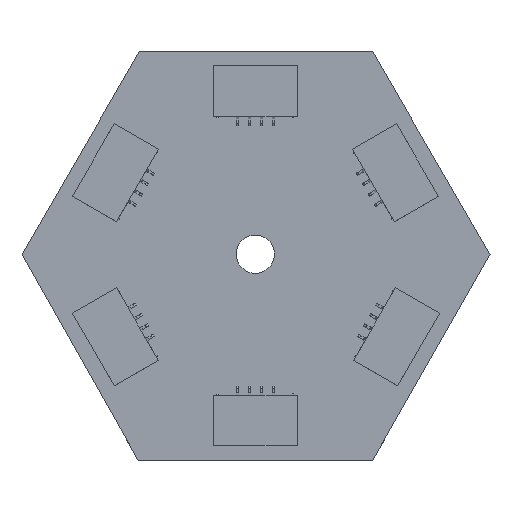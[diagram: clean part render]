
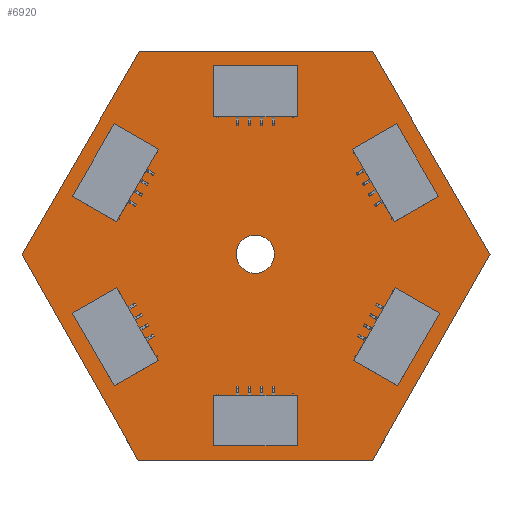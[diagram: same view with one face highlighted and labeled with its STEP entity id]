
A CAD part, top view. The second image highlights one B-rep face of the part: STEP entity #6920.
In plain terms, the highlighted planar face has unit normal (0, 0, 1).
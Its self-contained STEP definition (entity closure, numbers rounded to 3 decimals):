
#6546 = VERTEX_POINT('',#6547);
#6547 = CARTESIAN_POINT('',(39.1,17.2,1.6));
#6554 = PLANE('',#6555);
#6555 = AXIS2_PLACEMENT_3D('',#6556,#6557,#6558);
#6556 = CARTESIAN_POINT('',(39.1,17.2,0.));
#6557 = DIRECTION('',(-0.865,-0.502,0.));
#6558 = DIRECTION('',(-0.502,0.865,0.));
#6566 = PLANE('',#6567);
#6567 = AXIS2_PLACEMENT_3D('',#6568,#6569,#6570);
#6568 = CARTESIAN_POINT('',(29.3,0.,0.));
#6569 = DIRECTION('',(-0.869,0.495,0.));
#6570 = DIRECTION('',(0.495,0.869,0.));
#6578 = EDGE_CURVE('',#6546,#6579,#6581,.T.);
#6579 = VERTEX_POINT('',#6580);
#6580 = CARTESIAN_POINT('',(29.3,34.1,1.6));
#6581 = SURFACE_CURVE('',#6582,(#6586,#6593),.PCURVE_S1.);
#6582 = LINE('',#6583,#6584);
#6583 = CARTESIAN_POINT('',(39.1,17.2,1.6));
#6584 = VECTOR('',#6585,1.);
#6585 = DIRECTION('',(-0.502,0.865,0.));
#6586 = PCURVE('',#6554,#6587);
#6587 = DEFINITIONAL_REPRESENTATION('',(#6588),#6592);
#6588 = LINE('',#6589,#6590);
#6589 = CARTESIAN_POINT('',(0.,-1.6));
#6590 = VECTOR('',#6591,1.);
#6591 = DIRECTION('',(1.,0.));
#6592 = ( GEOMETRIC_REPRESENTATION_CONTEXT(2) 
PARAMETRIC_REPRESENTATION_CONTEXT() REPRESENTATION_CONTEXT('2D SPACE',''
  ) );
#6593 = PCURVE('',#6594,#6599);
#6594 = PLANE('',#6595);
#6595 = AXIS2_PLACEMENT_3D('',#6596,#6597,#6598);
#6596 = CARTESIAN_POINT('',(19.539,17.052,1.6));
#6597 = DIRECTION('',(0.,0.,1.));
#6598 = DIRECTION('',(1.,0.,-0.));
#6599 = DEFINITIONAL_REPRESENTATION('',(#6600),#6604);
#6600 = LINE('',#6601,#6602);
#6601 = CARTESIAN_POINT('',(19.561,0.148));
#6602 = VECTOR('',#6603,1.);
#6603 = DIRECTION('',(-0.502,0.865));
#6604 = ( GEOMETRIC_REPRESENTATION_CONTEXT(2) 
PARAMETRIC_REPRESENTATION_CONTEXT() REPRESENTATION_CONTEXT('2D SPACE',''
  ) );
#6622 = PLANE('',#6623);
#6623 = AXIS2_PLACEMENT_3D('',#6624,#6625,#6626);
#6624 = CARTESIAN_POINT('',(29.3,34.1,0.));
#6625 = DIRECTION('',(0.,-1.,0.));
#6626 = DIRECTION('',(-1.,0.,0.));
#6666 = VERTEX_POINT('',#6667);
#6667 = CARTESIAN_POINT('',(29.3,0.,1.6));
#6681 = PLANE('',#6682);
#6682 = AXIS2_PLACEMENT_3D('',#6683,#6684,#6685);
#6683 = CARTESIAN_POINT('',(9.7,0.,0.));
#6684 = DIRECTION('',(0.,1.,0.));
#6685 = DIRECTION('',(1.,0.,0.));
#6693 = EDGE_CURVE('',#6666,#6546,#6694,.T.);
#6694 = SURFACE_CURVE('',#6695,(#6699,#6706),.PCURVE_S1.);
#6695 = LINE('',#6696,#6697);
#6696 = CARTESIAN_POINT('',(29.3,0.,1.6));
#6697 = VECTOR('',#6698,1.);
#6698 = DIRECTION('',(0.495,0.869,0.));
#6699 = PCURVE('',#6566,#6700);
#6700 = DEFINITIONAL_REPRESENTATION('',(#6701),#6705);
#6701 = LINE('',#6702,#6703);
#6702 = CARTESIAN_POINT('',(0.,-1.6));
#6703 = VECTOR('',#6704,1.);
#6704 = DIRECTION('',(1.,0.));
#6705 = ( GEOMETRIC_REPRESENTATION_CONTEXT(2) 
PARAMETRIC_REPRESENTATION_CONTEXT() REPRESENTATION_CONTEXT('2D SPACE',''
  ) );
#6706 = PCURVE('',#6594,#6707);
#6707 = DEFINITIONAL_REPRESENTATION('',(#6708),#6712);
#6708 = LINE('',#6709,#6710);
#6709 = CARTESIAN_POINT('',(9.761,-17.052));
#6710 = VECTOR('',#6711,1.);
#6711 = DIRECTION('',(0.495,0.869));
#6712 = ( GEOMETRIC_REPRESENTATION_CONTEXT(2) 
PARAMETRIC_REPRESENTATION_CONTEXT() REPRESENTATION_CONTEXT('2D SPACE',''
  ) );
#6740 = EDGE_CURVE('',#6579,#6741,#6743,.T.);
#6741 = VERTEX_POINT('',#6742);
#6742 = CARTESIAN_POINT('',(9.8,34.1,1.6));
#6743 = SURFACE_CURVE('',#6744,(#6748,#6755),.PCURVE_S1.);
#6744 = LINE('',#6745,#6746);
#6745 = CARTESIAN_POINT('',(29.3,34.1,1.6));
#6746 = VECTOR('',#6747,1.);
#6747 = DIRECTION('',(-1.,0.,0.));
#6748 = PCURVE('',#6622,#6749);
#6749 = DEFINITIONAL_REPRESENTATION('',(#6750),#6754);
#6750 = LINE('',#6751,#6752);
#6751 = CARTESIAN_POINT('',(0.,-1.6));
#6752 = VECTOR('',#6753,1.);
#6753 = DIRECTION('',(1.,0.));
#6754 = ( GEOMETRIC_REPRESENTATION_CONTEXT(2) 
PARAMETRIC_REPRESENTATION_CONTEXT() REPRESENTATION_CONTEXT('2D SPACE',''
  ) );
#6755 = PCURVE('',#6594,#6756);
#6756 = DEFINITIONAL_REPRESENTATION('',(#6757),#6761);
#6757 = LINE('',#6758,#6759);
#6758 = CARTESIAN_POINT('',(9.761,17.048));
#6759 = VECTOR('',#6760,1.);
#6760 = DIRECTION('',(-1.,0.));
#6761 = ( GEOMETRIC_REPRESENTATION_CONTEXT(2) 
PARAMETRIC_REPRESENTATION_CONTEXT() REPRESENTATION_CONTEXT('2D SPACE',''
  ) );
#6779 = PLANE('',#6780);
#6780 = AXIS2_PLACEMENT_3D('',#6781,#6782,#6783);
#6781 = CARTESIAN_POINT('',(9.8,34.1,0.));
#6782 = DIRECTION('',(0.865,-0.502,0.));
#6783 = DIRECTION('',(-0.502,-0.865,0.));
#6856 = PLANE('',#6857);
#6857 = AXIS2_PLACEMENT_3D('',#6858,#6859,#6860);
#6858 = CARTESIAN_POINT('',(0.,17.2,0.));
#6859 = DIRECTION('',(0.871,0.491,-0.));
#6860 = DIRECTION('',(0.491,-0.871,0.));
#6909 = CYLINDRICAL_SURFACE('',#6910,1.6);
#6910 = AXIS2_PLACEMENT_3D('',#6911,#6912,#6913);
#6911 = CARTESIAN_POINT('',(19.5,17.2,-0.8));
#6912 = DIRECTION('',(0.,0.,1.));
#6913 = DIRECTION('',(1.,0.,-0.));
#6920 = ADVANCED_FACE('',(#6921,#6993),#6594,.T.);
#6921 = FACE_BOUND('',#6922,.T.);
#6922 = EDGE_LOOP('',(#6923,#6924,#6925,#6948,#6971,#6992));
#6923 = ORIENTED_EDGE('',*,*,#6578,.T.);
#6924 = ORIENTED_EDGE('',*,*,#6740,.T.);
#6925 = ORIENTED_EDGE('',*,*,#6926,.T.);
#6926 = EDGE_CURVE('',#6741,#6927,#6929,.T.);
#6927 = VERTEX_POINT('',#6928);
#6928 = CARTESIAN_POINT('',(0.,17.2,1.6));
#6929 = SURFACE_CURVE('',#6930,(#6934,#6941),.PCURVE_S1.);
#6930 = LINE('',#6931,#6932);
#6931 = CARTESIAN_POINT('',(9.8,34.1,1.6));
#6932 = VECTOR('',#6933,1.);
#6933 = DIRECTION('',(-0.502,-0.865,0.));
#6934 = PCURVE('',#6594,#6935);
#6935 = DEFINITIONAL_REPRESENTATION('',(#6936),#6940);
#6936 = LINE('',#6937,#6938);
#6937 = CARTESIAN_POINT('',(-9.739,17.048));
#6938 = VECTOR('',#6939,1.);
#6939 = DIRECTION('',(-0.502,-0.865));
#6940 = ( GEOMETRIC_REPRESENTATION_CONTEXT(2) 
PARAMETRIC_REPRESENTATION_CONTEXT() REPRESENTATION_CONTEXT('2D SPACE',''
  ) );
#6941 = PCURVE('',#6779,#6942);
#6942 = DEFINITIONAL_REPRESENTATION('',(#6943),#6947);
#6943 = LINE('',#6944,#6945);
#6944 = CARTESIAN_POINT('',(0.,-1.6));
#6945 = VECTOR('',#6946,1.);
#6946 = DIRECTION('',(1.,0.));
#6947 = ( GEOMETRIC_REPRESENTATION_CONTEXT(2) 
PARAMETRIC_REPRESENTATION_CONTEXT() REPRESENTATION_CONTEXT('2D SPACE',''
  ) );
#6948 = ORIENTED_EDGE('',*,*,#6949,.T.);
#6949 = EDGE_CURVE('',#6927,#6950,#6952,.T.);
#6950 = VERTEX_POINT('',#6951);
#6951 = CARTESIAN_POINT('',(9.7,0.,1.6));
#6952 = SURFACE_CURVE('',#6953,(#6957,#6964),.PCURVE_S1.);
#6953 = LINE('',#6954,#6955);
#6954 = CARTESIAN_POINT('',(0.,17.2,1.6));
#6955 = VECTOR('',#6956,1.);
#6956 = DIRECTION('',(0.491,-0.871,0.));
#6957 = PCURVE('',#6594,#6958);
#6958 = DEFINITIONAL_REPRESENTATION('',(#6959),#6963);
#6959 = LINE('',#6960,#6961);
#6960 = CARTESIAN_POINT('',(-19.539,0.148));
#6961 = VECTOR('',#6962,1.);
#6962 = DIRECTION('',(0.491,-0.871));
#6963 = ( GEOMETRIC_REPRESENTATION_CONTEXT(2) 
PARAMETRIC_REPRESENTATION_CONTEXT() REPRESENTATION_CONTEXT('2D SPACE',''
  ) );
#6964 = PCURVE('',#6856,#6965);
#6965 = DEFINITIONAL_REPRESENTATION('',(#6966),#6970);
#6966 = LINE('',#6967,#6968);
#6967 = CARTESIAN_POINT('',(0.,-1.6));
#6968 = VECTOR('',#6969,1.);
#6969 = DIRECTION('',(1.,0.));
#6970 = ( GEOMETRIC_REPRESENTATION_CONTEXT(2) 
PARAMETRIC_REPRESENTATION_CONTEXT() REPRESENTATION_CONTEXT('2D SPACE',''
  ) );
#6971 = ORIENTED_EDGE('',*,*,#6972,.T.);
#6972 = EDGE_CURVE('',#6950,#6666,#6973,.T.);
#6973 = SURFACE_CURVE('',#6974,(#6978,#6985),.PCURVE_S1.);
#6974 = LINE('',#6975,#6976);
#6975 = CARTESIAN_POINT('',(9.7,0.,1.6));
#6976 = VECTOR('',#6977,1.);
#6977 = DIRECTION('',(1.,0.,0.));
#6978 = PCURVE('',#6594,#6979);
#6979 = DEFINITIONAL_REPRESENTATION('',(#6980),#6984);
#6980 = LINE('',#6981,#6982);
#6981 = CARTESIAN_POINT('',(-9.839,-17.052));
#6982 = VECTOR('',#6983,1.);
#6983 = DIRECTION('',(1.,0.));
#6984 = ( GEOMETRIC_REPRESENTATION_CONTEXT(2) 
PARAMETRIC_REPRESENTATION_CONTEXT() REPRESENTATION_CONTEXT('2D SPACE',''
  ) );
#6985 = PCURVE('',#6681,#6986);
#6986 = DEFINITIONAL_REPRESENTATION('',(#6987),#6991);
#6987 = LINE('',#6988,#6989);
#6988 = CARTESIAN_POINT('',(0.,-1.6));
#6989 = VECTOR('',#6990,1.);
#6990 = DIRECTION('',(1.,0.));
#6991 = ( GEOMETRIC_REPRESENTATION_CONTEXT(2) 
PARAMETRIC_REPRESENTATION_CONTEXT() REPRESENTATION_CONTEXT('2D SPACE',''
  ) );
#6992 = ORIENTED_EDGE('',*,*,#6693,.T.);
#6993 = FACE_BOUND('',#6994,.T.);
#6994 = EDGE_LOOP('',(#6995));
#6995 = ORIENTED_EDGE('',*,*,#6996,.F.);
#6996 = EDGE_CURVE('',#6997,#6997,#6999,.T.);
#6997 = VERTEX_POINT('',#6998);
#6998 = CARTESIAN_POINT('',(21.1,17.2,1.6));
#6999 = SURFACE_CURVE('',#7000,(#7005,#7012),.PCURVE_S1.);
#7000 = CIRCLE('',#7001,1.6);
#7001 = AXIS2_PLACEMENT_3D('',#7002,#7003,#7004);
#7002 = CARTESIAN_POINT('',(19.5,17.2,1.6));
#7003 = DIRECTION('',(0.,0.,1.));
#7004 = DIRECTION('',(1.,0.,-0.));
#7005 = PCURVE('',#6594,#7006);
#7006 = DEFINITIONAL_REPRESENTATION('',(#7007),#7011);
#7007 = CIRCLE('',#7008,1.6);
#7008 = AXIS2_PLACEMENT_2D('',#7009,#7010);
#7009 = CARTESIAN_POINT('',(-0.039,0.148));
#7010 = DIRECTION('',(1.,0.));
#7011 = ( GEOMETRIC_REPRESENTATION_CONTEXT(2) 
PARAMETRIC_REPRESENTATION_CONTEXT() REPRESENTATION_CONTEXT('2D SPACE',''
  ) );
#7012 = PCURVE('',#6909,#7013);
#7013 = DEFINITIONAL_REPRESENTATION('',(#7014),#7018);
#7014 = LINE('',#7015,#7016);
#7015 = CARTESIAN_POINT('',(0.,2.4));
#7016 = VECTOR('',#7017,1.);
#7017 = DIRECTION('',(1.,0.));
#7018 = ( GEOMETRIC_REPRESENTATION_CONTEXT(2) 
PARAMETRIC_REPRESENTATION_CONTEXT() REPRESENTATION_CONTEXT('2D SPACE',''
  ) );
